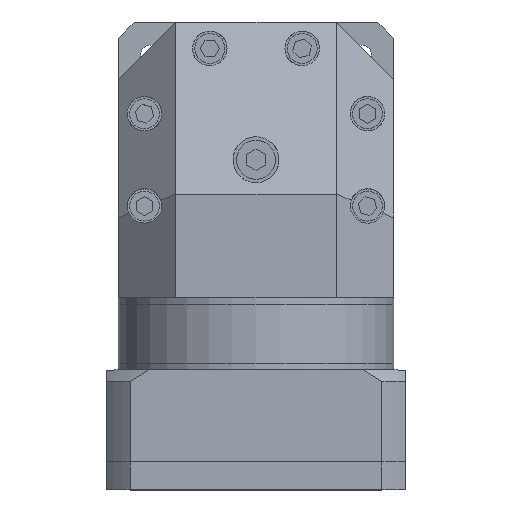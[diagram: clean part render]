
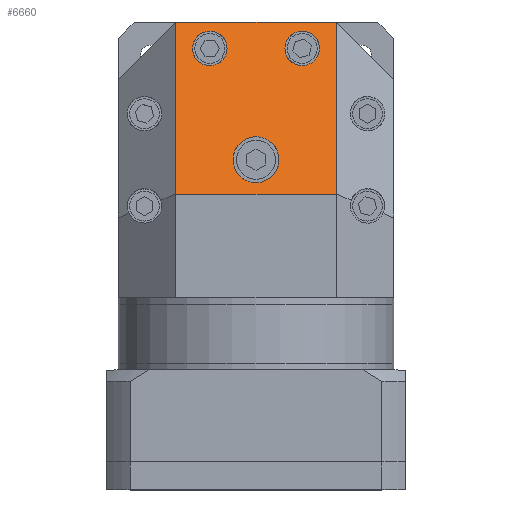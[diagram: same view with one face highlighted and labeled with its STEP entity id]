
A CAD part, top view. The second image highlights one B-rep face of the part: STEP entity #6660.
In plain terms, the highlighted planar face has unit normal (0, 0.707, 0.707).
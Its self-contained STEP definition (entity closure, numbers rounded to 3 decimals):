
#64 = CARTESIAN_POINT ( 'NONE',  ( 12.591, 33.504, 11.496 ) ) ;
#358 = EDGE_CURVE ( 'NONE', #12715, #1281, #476, .T. ) ;
#476 = LINE ( 'NONE', #1692, #13484 ) ;
#532 = EDGE_LOOP ( 'NONE', ( #6808, #12645 ) ) ;
#665 = ORIENTED_EDGE ( 'NONE', *, *, #9621, .F. ) ;
#1065 = ORIENTED_EDGE ( 'NONE', *, *, #358, .F. ) ;
#1281 = VERTEX_POINT ( 'NONE', #1457 ) ;
#1457 = CARTESIAN_POINT ( 'NONE',  ( -35., -15., 60. ) ) ;
#1473 = DIRECTION ( 'NONE',  ( -1., 0., 0. ) ) ;
#1692 = CARTESIAN_POINT ( 'NONE',  ( 0., -15., 60. ) ) ;
#1712 = EDGE_LOOP ( 'NONE', ( #4144, #665 ) ) ;
#1724 = CARTESIAN_POINT ( 'NONE',  ( -35., 60., -15. ) ) ;
#1963 = EDGE_CURVE ( 'NONE', #9935, #6038, #9128, .T. ) ;
#2260 = LINE ( 'NONE', #13218, #4790 ) ;
#2496 = ORIENTED_EDGE ( 'NONE', *, *, #6599, .F. ) ;
#2527 = CARTESIAN_POINT ( 'NONE',  ( -60., 60., -15. ) ) ;
#2603 = CARTESIAN_POINT ( 'NONE',  ( -12.591, 63.504, -18.504 ) ) ;
#2736 = PLANE ( 'NONE',  #12517 ) ;
#3151 = CARTESIAN_POINT ( 'NONE',  ( -27.591, 48.504, -3.504 ) ) ;
#3402 = CARTESIAN_POINT ( 'NONE',  ( 12.591, 48.504, -3.504 ) ) ;
#3409 = FACE_BOUND ( 'NONE', #1712, .T. ) ;
#3710 = EDGE_LOOP ( 'NONE', ( #9384, #13479 ) ) ;
#3860 = CARTESIAN_POINT ( 'NONE',  ( -12.591, 48.504, -3.504 ) ) ;
#3954 = CARTESIAN_POINT ( 'NONE',  ( 10., 0., 45. ) ) ;
#4016 = CARTESIAN_POINT ( 'NONE',  ( -10., 20., 25. ) ) ;
#4144 = ORIENTED_EDGE ( 'NONE', *, *, #15504, .F. ) ;
#4603 = CARTESIAN_POINT ( 'NONE',  ( -12.591, 33.504, 11.496 ) ) ;
#4790 = VECTOR ( 'NONE', #6864, 1000. ) ;
#5286 =( BOUNDED_CURVE ( )  B_SPLINE_CURVE ( 3, ( #3860, #2603, #6352, #15220 ),
 .UNSPECIFIED., .F., .T. ) 
 B_SPLINE_CURVE_WITH_KNOTS ( ( 4, 4 ),
 ( 1.571, 4.712 ),
 .UNSPECIFIED. ) 
 CURVE ( )  GEOMETRIC_REPRESENTATION_ITEM ( )  RATIONAL_B_SPLINE_CURVE ( ( 1., 0.333, 0.333, 1. ) ) 
 REPRESENTATION_ITEM ( '' )  );
#6038 = VERTEX_POINT ( 'NONE', #11895 ) ;
#6125 = CARTESIAN_POINT ( 'NONE',  ( 10., -20., 65. ) ) ;
#6258 = DIRECTION ( 'NONE',  ( 1., 0., 0. ) ) ;
#6352 = CARTESIAN_POINT ( 'NONE',  ( -27.591, 63.504, -18.504 ) ) ;
#6355 = CARTESIAN_POINT ( 'NONE',  ( -10., -20., 65. ) ) ;
#6477 = DIRECTION ( 'NONE',  ( -1., 0., 0. ) ) ;
#6599 = EDGE_CURVE ( 'NONE', #10520, #7039, #13328, .T. ) ;
#6640 = CARTESIAN_POINT ( 'NONE',  ( 12.591, 48.504, -3.504 ) ) ;
#6660 = ADVANCED_FACE ( 'NONE', ( #3409, #7558, #13120, #9755 ), #2736, .F. ) ;
#6808 = ORIENTED_EDGE ( 'NONE', *, *, #11732, .F. ) ;
#6864 = DIRECTION ( 'NONE',  ( 0., 0.707, -0.707 ) ) ;
#6884 = CARTESIAN_POINT ( 'NONE',  ( 10., 0., 45. ) ) ;
#6950 = VERTEX_POINT ( 'NONE', #8310 ) ;
#7000 = CARTESIAN_POINT ( 'NONE',  ( -10., 0., 45. ) ) ;
#7039 = VERTEX_POINT ( 'NONE', #15970 ) ;
#7121 = CARTESIAN_POINT ( 'NONE',  ( -27.591, 48.504, -3.504 ) ) ;
#7135 = CARTESIAN_POINT ( 'NONE',  ( 27.591, 63.504, -18.504 ) ) ;
#7249 = EDGE_LOOP ( 'NONE', ( #2496, #8970, #1065, #13359 ) ) ;
#7533 = CARTESIAN_POINT ( 'NONE',  ( -10., 0., 45. ) ) ;
#7558 = FACE_BOUND ( 'NONE', #3710, .T. ) ;
#7625 = CARTESIAN_POINT ( 'NONE',  ( 27.591, 48.504, -3.504 ) ) ;
#8310 = CARTESIAN_POINT ( 'NONE',  ( 27.591, 48.504, -3.504 ) ) ;
#8515 = EDGE_CURVE ( 'NONE', #14881, #15446, #13483, .T. ) ;
#8874 = CARTESIAN_POINT ( 'NONE',  ( 12.591, 48.504, -3.504 ) ) ;
#8970 = ORIENTED_EDGE ( 'NONE', *, *, #11790, .T. ) ;
#9069 = CARTESIAN_POINT ( 'NONE',  ( 10., 20., 25. ) ) ;
#9128 =( BOUNDED_CURVE ( )  B_SPLINE_CURVE ( 3, ( #7000, #6355, #6125, #6884 ),
 .UNSPECIFIED., .F., .F. ) 
 B_SPLINE_CURVE_WITH_KNOTS ( ( 4, 4 ),
 ( 4.712, 7.854 ),
 .UNSPECIFIED. ) 
 CURVE ( )  GEOMETRIC_REPRESENTATION_ITEM ( )  RATIONAL_B_SPLINE_CURVE ( ( 1., 0.333, 0.333, 1. ) ) 
 REPRESENTATION_ITEM ( '' )  );
#9202 =( BOUNDED_CURVE ( )  B_SPLINE_CURVE ( 3, ( #3954, #9069, #4016, #12879 ),
 .UNSPECIFIED., .F., .T. ) 
 B_SPLINE_CURVE_WITH_KNOTS ( ( 4, 4 ),
 ( 1.571, 4.712 ),
 .UNSPECIFIED. ) 
 CURVE ( )  GEOMETRIC_REPRESENTATION_ITEM ( )  RATIONAL_B_SPLINE_CURVE ( ( 1., 0.333, 0.333, 1. ) ) 
 REPRESENTATION_ITEM ( '' )  );
#9359 = CARTESIAN_POINT ( 'NONE',  ( 35., -15., 60. ) ) ;
#9384 = ORIENTED_EDGE ( 'NONE', *, *, #11685, .F. ) ;
#9621 = EDGE_CURVE ( 'NONE', #15263, #6950, #15529, .T. ) ;
#9700 =( BOUNDED_CURVE ( )  B_SPLINE_CURVE ( 3, ( #15920, #7135, #10991, #3402 ),
 .UNSPECIFIED., .F., .F. ) 
 B_SPLINE_CURVE_WITH_KNOTS ( ( 4, 4 ),
 ( 1.571, 4.712 ),
 .UNSPECIFIED. ) 
 CURVE ( )  GEOMETRIC_REPRESENTATION_ITEM ( )  RATIONAL_B_SPLINE_CURVE ( ( 1., 0.333, 0.333, 1. ) ) 
 REPRESENTATION_ITEM ( '' )  );
#9755 = FACE_OUTER_BOUND ( 'NONE', #7249, .T. ) ;
#9935 = VERTEX_POINT ( 'NONE', #7533 ) ;
#10443 = CARTESIAN_POINT ( 'NONE',  ( -35., -15., 60. ) ) ;
#10520 = VERTEX_POINT ( 'NONE', #1724 ) ;
#10991 = CARTESIAN_POINT ( 'NONE',  ( 12.591, 63.504, -18.504 ) ) ;
#11685 = EDGE_CURVE ( 'NONE', #15446, #14881, #5286, .T. ) ;
#11732 = EDGE_CURVE ( 'NONE', #6038, #9935, #9202, .T. ) ;
#11790 = EDGE_CURVE ( 'NONE', #10520, #1281, #13139, .T. ) ;
#11878 = EDGE_CURVE ( 'NONE', #12715, #7039, #2260, .T. ) ;
#11895 = CARTESIAN_POINT ( 'NONE',  ( 10., 0., 45. ) ) ;
#12116 = VECTOR ( 'NONE', #6258, 1000. ) ;
#12517 = AXIS2_PLACEMENT_3D ( 'NONE', #15302, #14119, #6477 ) ;
#12645 = ORIENTED_EDGE ( 'NONE', *, *, #1963, .F. ) ;
#12715 = VERTEX_POINT ( 'NONE', #9359 ) ;
#12879 = CARTESIAN_POINT ( 'NONE',  ( -10., 0., 45. ) ) ;
#13120 = FACE_BOUND ( 'NONE', #532, .T. ) ;
#13139 = LINE ( 'NONE', #10443, #16030 ) ;
#13218 = CARTESIAN_POINT ( 'NONE',  ( 35., -15., 60. ) ) ;
#13328 = LINE ( 'NONE', #2527, #12116 ) ;
#13359 = ORIENTED_EDGE ( 'NONE', *, *, #11878, .T. ) ;
#13465 = CARTESIAN_POINT ( 'NONE',  ( -27.591, 33.504, 11.496 ) ) ;
#13479 = ORIENTED_EDGE ( 'NONE', *, *, #8515, .F. ) ;
#13483 =( BOUNDED_CURVE ( )  B_SPLINE_CURVE ( 3, ( #7121, #13465, #4603, #15952 ),
 .UNSPECIFIED., .F., .F. ) 
 B_SPLINE_CURVE_WITH_KNOTS ( ( 4, 4 ),
 ( 4.712, 7.854 ),
 .UNSPECIFIED. ) 
 CURVE ( )  GEOMETRIC_REPRESENTATION_ITEM ( )  RATIONAL_B_SPLINE_CURVE ( ( 1., 0.333, 0.333, 1. ) ) 
 REPRESENTATION_ITEM ( '' )  );
#13484 = VECTOR ( 'NONE', #1473, 1000. ) ;
#14119 = DIRECTION ( 'NONE',  ( 0., -0.707, -0.707 ) ) ;
#14251 = DIRECTION ( 'NONE',  ( 0., -0.707, 0.707 ) ) ;
#14881 = VERTEX_POINT ( 'NONE', #3151 ) ;
#15183 = CARTESIAN_POINT ( 'NONE',  ( 27.591, 33.504, 11.496 ) ) ;
#15220 = CARTESIAN_POINT ( 'NONE',  ( -27.591, 48.504, -3.504 ) ) ;
#15263 = VERTEX_POINT ( 'NONE', #6640 ) ;
#15302 = CARTESIAN_POINT ( 'NONE',  ( 0., -15., 60. ) ) ;
#15446 = VERTEX_POINT ( 'NONE', #15800 ) ;
#15504 = EDGE_CURVE ( 'NONE', #6950, #15263, #9700, .T. ) ;
#15529 =( BOUNDED_CURVE ( )  B_SPLINE_CURVE ( 3, ( #8874, #64, #15183, #7625 ),
 .UNSPECIFIED., .F., .F. ) 
 B_SPLINE_CURVE_WITH_KNOTS ( ( 4, 4 ),
 ( 4.712, 7.854 ),
 .UNSPECIFIED. ) 
 CURVE ( )  GEOMETRIC_REPRESENTATION_ITEM ( )  RATIONAL_B_SPLINE_CURVE ( ( 1., 0.333, 0.333, 1. ) ) 
 REPRESENTATION_ITEM ( '' )  );
#15800 = CARTESIAN_POINT ( 'NONE',  ( -12.591, 48.504, -3.504 ) ) ;
#15920 = CARTESIAN_POINT ( 'NONE',  ( 27.591, 48.504, -3.504 ) ) ;
#15952 = CARTESIAN_POINT ( 'NONE',  ( -12.591, 48.504, -3.504 ) ) ;
#15970 = CARTESIAN_POINT ( 'NONE',  ( 35., 60., -15. ) ) ;
#16030 = VECTOR ( 'NONE', #14251, 1000. ) ;
